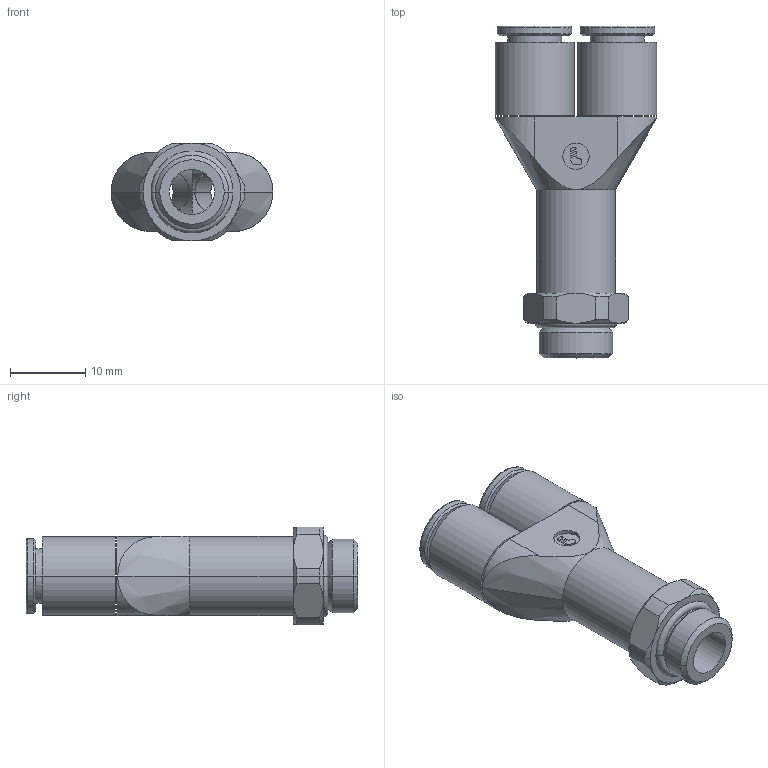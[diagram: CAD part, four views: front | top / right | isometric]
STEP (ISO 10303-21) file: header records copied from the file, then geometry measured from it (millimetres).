
FILE_DESCRIPTION(('STEP AP214'),'1');
FILE_NAME('3158_06_10.stp','2016-07-07T14:20:50',('TraceParts'),('TraceParts S.A.'),'Spatial InterOp 3D',' ',' ');
FILE_SCHEMA(('automotive_design'));
Length unit declared in the file: millimetre
Products named in the file (1): 1
Bounding box: 21.5 x 44.09 x 13 mm (x, y, z)
Volume: 3717 mm3; surface area: 3867.8 mm2
Topology: 3 solids, 3 shells, 129 faces, 308 edges, 194 vertices
Faces by surface type: cylinder 54, plane 41, cone 28, torus 6
Entity records: 4014 total; most frequent: CARTESIAN_POINT 940, DIRECTION 697, ORIENTED_EDGE 616, EDGE_CURVE 308, AXIS2_PLACEMENT_3D 291, VERTEX_POINT 194, EDGE_LOOP 146, ADVANCED_FACE 129
